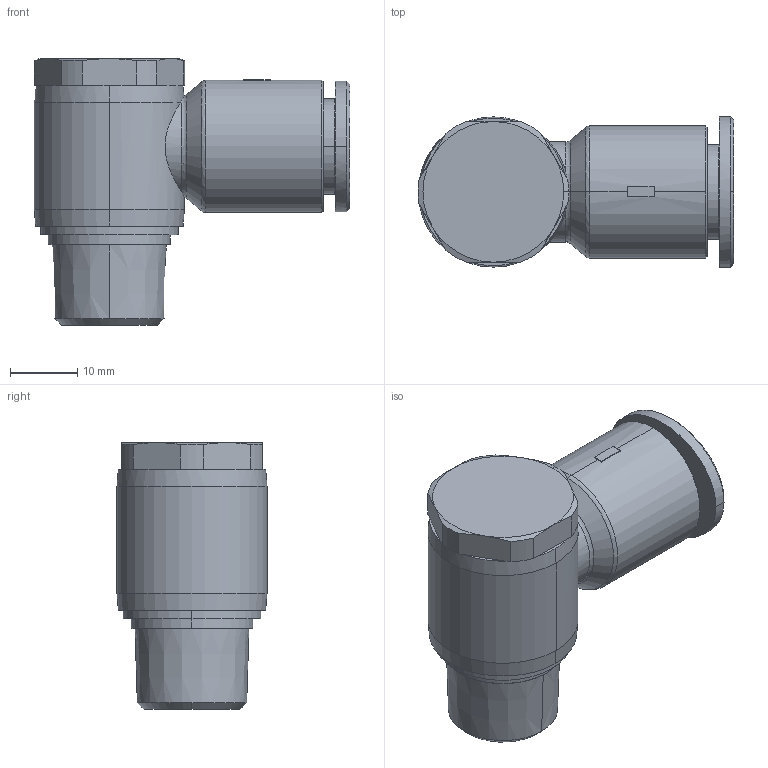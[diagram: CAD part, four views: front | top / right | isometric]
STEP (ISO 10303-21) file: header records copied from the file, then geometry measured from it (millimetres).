
FILE_DESCRIPTION (( 'STEP AP214' ), '1' );
FILE_NAME ('PH12-03.stp', '2015-08-28T09:38:52', ( '' ), ( '' ), 'SwSTEP 2.0', 'SolidWorks 2015', '' );
FILE_SCHEMA (( 'AUTOMOTIVE_DESIGN' ));
Length unit declared in the file: millimetre
Products named in the file (2): ｦ+ﾃｦ1; PH12-03
Assembly tree (1 placements, depth 2):
  PH12-03
    ｦ+ﾃｦ1
Bounding box: 47.13 x 22.5 x 39.8 mm (x, y, z)
Volume: 14491.6 mm3; surface area: 7345.3 mm2
Topology: 1 solids, 1 shells, 430 faces, 1199 edges, 786 vertices
Faces by surface type: plane 364, cone 29, cylinder 24, bspline 11, torus 2
Entity records: 15217 total; most frequent: CARTESIAN_POINT 3373, ORIENTED_EDGE 2394, DIRECTION 2105, EDGE_CURVE 1197, VECTOR 1051, LINE 1051, VERTEX_POINT 786, AXIS2_PLACEMENT_3D 527
